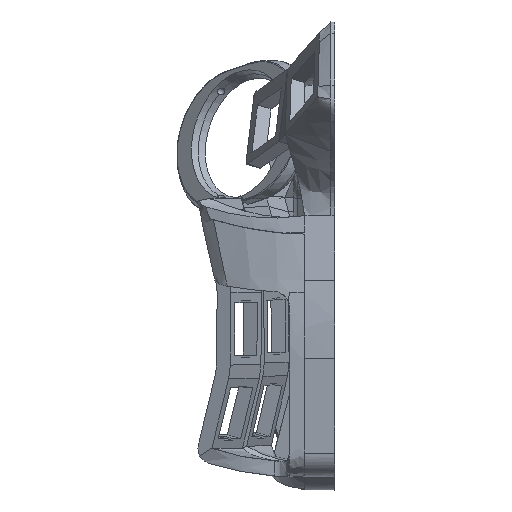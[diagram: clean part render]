
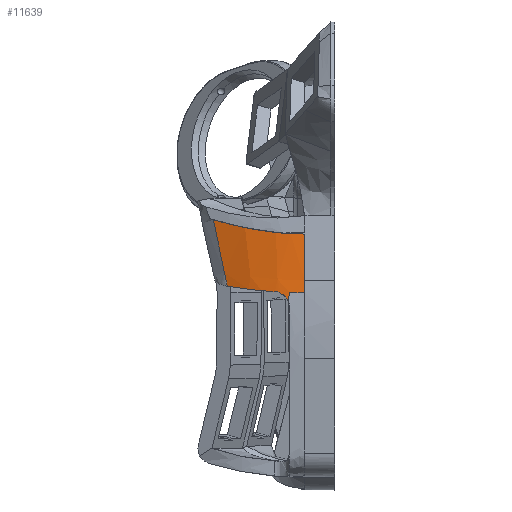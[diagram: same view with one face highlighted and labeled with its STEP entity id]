
A CAD part, left-side view. The second image highlights one B-rep face of the part: STEP entity #11639.
In plain terms, the highlighted free-form (B-spline) face has degree [3, 3] with [8, 4] control points.
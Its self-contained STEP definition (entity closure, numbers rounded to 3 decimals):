
#350=B_SPLINE_CURVE_WITH_KNOTS('',3,(#21315,#21316,#21317,#21318,#21319,
#21320,#21321,#21322,#21323,#21324),.UNSPECIFIED.,.F.,.F.,(4,2,2,2,4),(0.11,
0.156,0.314,0.464,0.614),
 .UNSPECIFIED.);
#356=B_SPLINE_CURVE_WITH_KNOTS('',3,(#21484,#21485,#21486,#21487,#21488,
#21489,#21490,#21491,#21492,#21493),.UNSPECIFIED.,.F.,.F.,(4,3,3,4),(-0.971,
-0.952,-0.796,-0.718),.UNSPECIFIED.);
#364=B_SPLINE_CURVE_WITH_KNOTS('',3,(#21698,#21699,#21700,#21701),
 .UNSPECIFIED.,.F.,.F.,(4,4),(0.187,0.693),
 .UNSPECIFIED.);
#394=B_SPLINE_CURVE_WITH_KNOTS('',3,(#22390,#22391,#22392,#22393,#22394,
#22395),.UNSPECIFIED.,.F.,.F.,(4,2,4),(-1.799,-1.422,
-1.422),.UNSPECIFIED.);
#395=B_SPLINE_CURVE_WITH_KNOTS('',3,(#22397,#22398,#22399,#22400),
 .UNSPECIFIED.,.F.,.F.,(4,4),(-1.422,0.),
 .UNSPECIFIED.);
#408=B_SPLINE_CURVE_WITH_KNOTS('',3,(#22581,#22582,#22583,#22584),
 .UNSPECIFIED.,.F.,.F.,(4,4),(0.843,1.),.UNSPECIFIED.);
#409=B_SPLINE_CURVE_WITH_KNOTS('',3,(#22586,#22587,#22588,#22589),
 .UNSPECIFIED.,.F.,.F.,(4,4),(0.,0.159),.UNSPECIFIED.);
#410=B_SPLINE_CURVE_WITH_KNOTS('',3,(#22592,#22593,#22594,#22595),
 .UNSPECIFIED.,.F.,.F.,(4,4),(0.173,1.),.UNSPECIFIED.);
#534=B_SPLINE_SURFACE_WITH_KNOTS('',3,3,((#22549,#22550,#22551,#22552),
(#22553,#22554,#22555,#22556),(#22557,#22558,#22559,#22560),(#22561,#22562,
#22563,#22564),(#22565,#22566,#22567,#22568),(#22569,#22570,#22571,#22572),
(#22573,#22574,#22575,#22576),(#22577,#22578,#22579,#22580)),
 .UNSPECIFIED.,.F.,.F.,.F.,(4,2,2,4),(4,4),(-0.179,0.,0.211,
1.),(0.173,1.),.UNSPECIFIED.);
#1296=FACE_OUTER_BOUND('',#1941,.T.);
#1941=EDGE_LOOP('',(#9375,#9376,#9377,#9378,#9379,#9380,#9381,#9382,#9383));
#2756=LINE('',#22591,#3980);
#3980=VECTOR('',#13725,10.);
#5486=VERTEX_POINT('',#21313);
#5487=VERTEX_POINT('',#21314);
#5489=VERTEX_POINT('',#21469);
#5490=VERTEX_POINT('',#21470);
#5497=VERTEX_POINT('',#21697);
#5528=VERTEX_POINT('',#22389);
#5529=VERTEX_POINT('',#22396);
#5541=VERTEX_POINT('',#22585);
#5542=VERTEX_POINT('',#22590);
#6866=EDGE_CURVE('',#5486,#5487,#350,.F.);
#6873=EDGE_CURVE('',#5487,#5489,#356,.T.);
#6886=EDGE_CURVE('',#5497,#5486,#364,.T.);
#6933=EDGE_CURVE('',#5497,#5528,#394,.T.);
#6934=EDGE_CURVE('',#5528,#5529,#395,.T.);
#6947=EDGE_CURVE('',#5489,#5490,#408,.T.);
#6948=EDGE_CURVE('',#5541,#5490,#409,.T.);
#6949=EDGE_CURVE('',#5541,#5542,#2756,.T.);
#6950=EDGE_CURVE('',#5529,#5542,#410,.T.);
#9375=ORIENTED_EDGE('',*,*,#6934,.F.);
#9376=ORIENTED_EDGE('',*,*,#6933,.F.);
#9377=ORIENTED_EDGE('',*,*,#6886,.T.);
#9378=ORIENTED_EDGE('',*,*,#6866,.T.);
#9379=ORIENTED_EDGE('',*,*,#6873,.T.);
#9380=ORIENTED_EDGE('',*,*,#6947,.T.);
#9381=ORIENTED_EDGE('',*,*,#6948,.F.);
#9382=ORIENTED_EDGE('',*,*,#6949,.T.);
#9383=ORIENTED_EDGE('',*,*,#6950,.F.);
#11639=ADVANCED_FACE('',(#1296),#534,.F.);
#13725=DIRECTION('',(0.087,0.,0.996));
#21313=CARTESIAN_POINT('',(-102.357,7.779,-17.763));
#21314=CARTESIAN_POINT('',(-103.012,4.149,-20.698));
#21315=CARTESIAN_POINT('Ctrl Pts',(-103.012,4.149,-20.698));
#21316=CARTESIAN_POINT('Ctrl Pts',(-103.001,4.19,-20.552));
#21317=CARTESIAN_POINT('Ctrl Pts',(-102.99,4.239,-20.409));
#21318=CARTESIAN_POINT('Ctrl Pts',(-102.935,4.493,-19.783));
#21319=CARTESIAN_POINT('Ctrl Pts',(-102.882,4.783,-19.342));
#21320=CARTESIAN_POINT('Ctrl Pts',(-102.757,5.494,-18.613));
#21321=CARTESIAN_POINT('Ctrl Pts',(-102.687,5.904,-18.326));
#21322=CARTESIAN_POINT('Ctrl Pts',(-102.531,6.804,-17.914));
#21323=CARTESIAN_POINT('Ctrl Pts',(-102.447,7.287,-17.793));
#21324=CARTESIAN_POINT('Ctrl Pts',(-102.357,7.779,-17.763));
#21469=CARTESIAN_POINT('',(-102.873,4.,-17.938));
#21470=CARTESIAN_POINT('',(-103.055,0.,-18.));
#21484=CARTESIAN_POINT('Ctrl Pts',(-103.012,4.149,-20.698));
#21485=CARTESIAN_POINT('Ctrl Pts',(-103.009,4.151,-20.633));
#21486=CARTESIAN_POINT('Ctrl Pts',(-103.006,4.153,-20.569));
#21487=CARTESIAN_POINT('Ctrl Pts',(-103.002,4.155,-20.504));
#21488=CARTESIAN_POINT('Ctrl Pts',(-102.976,4.167,-19.969));
#21489=CARTESIAN_POINT('Ctrl Pts',(-102.95,4.153,-19.439));
#21490=CARTESIAN_POINT('Ctrl Pts',(-102.919,4.102,-18.838));
#21491=CARTESIAN_POINT('Ctrl Pts',(-102.904,4.076,-18.534));
#21492=CARTESIAN_POINT('Ctrl Pts',(-102.888,4.041,-18.226));
#21493=CARTESIAN_POINT('Ctrl Pts',(-102.873,4.,-17.938));
#21697=CARTESIAN_POINT('',(-98.148,20.346,-16.331));
#21698=CARTESIAN_POINT('Ctrl Pts',(-98.148,20.346,-16.331));
#21699=CARTESIAN_POINT('Ctrl Pts',(-100.186,16.161,-17.024));
#21700=CARTESIAN_POINT('Ctrl Pts',(-101.589,12.006,-17.501));
#21701=CARTESIAN_POINT('Ctrl Pts',(-102.357,7.779,-17.763));
#22389=CARTESIAN_POINT('',(-97.758,21.119,-12.652));
#22390=CARTESIAN_POINT('Ctrl Pts',(-98.148,20.346,-16.331));
#22391=CARTESIAN_POINT('Ctrl Pts',(-98.019,20.606,-15.104));
#22392=CARTESIAN_POINT('Ctrl Pts',(-97.889,20.863,-13.876));
#22393=CARTESIAN_POINT('Ctrl Pts',(-97.758,21.119,-12.652));
#22394=CARTESIAN_POINT('Ctrl Pts',(-97.758,21.119,-12.652));
#22395=CARTESIAN_POINT('Ctrl Pts',(-97.758,21.119,-12.652));
#22396=CARTESIAN_POINT('',(-96.267,24.033,1.185));
#22397=CARTESIAN_POINT('Ctrl Pts',(-97.758,21.119,-12.652));
#22398=CARTESIAN_POINT('Ctrl Pts',(-97.264,22.085,-8.031));
#22399=CARTESIAN_POINT('Ctrl Pts',(-96.764,23.053,-3.423));
#22400=CARTESIAN_POINT('Ctrl Pts',(-96.267,24.033,1.185));
#22549=CARTESIAN_POINT('Ctrl Pts',(-98.271,20.094,-19.39));
#22550=CARTESIAN_POINT('Ctrl Pts',(-101.581,13.516,-20.297));
#22551=CARTESIAN_POINT('Ctrl Pts',(-103.204,7.104,-20.751));
#22552=CARTESIAN_POINT('Ctrl Pts',(-103.204,0.,
-20.751));
#22553=CARTESIAN_POINT('Ctrl Pts',(-98.174,20.293,-18.351));
#22554=CARTESIAN_POINT('Ctrl Pts',(-101.511,13.629,-19.339));
#22555=CARTESIAN_POINT('Ctrl Pts',(-103.164,7.104,-19.833));
#22556=CARTESIAN_POINT('Ctrl Pts',(-103.164,0.,
-19.833));
#22557=CARTESIAN_POINT('Ctrl Pts',(-98.077,20.492,-17.312));
#22558=CARTESIAN_POINT('Ctrl Pts',(-101.439,13.742,-18.382));
#22559=CARTESIAN_POINT('Ctrl Pts',(-103.114,7.104,-18.917));
#22560=CARTESIAN_POINT('Ctrl Pts',(-103.114,0.,
-18.917));
#22561=CARTESIAN_POINT('Ctrl Pts',(-97.863,20.926,-15.048));
#22562=CARTESIAN_POINT('Ctrl Pts',(-101.274,13.988,-16.295));
#22563=CARTESIAN_POINT('Ctrl Pts',(-102.985,7.104,-16.918));
#22564=CARTESIAN_POINT('Ctrl Pts',(-102.985,0.,
-16.918));
#22565=CARTESIAN_POINT('Ctrl Pts',(-97.745,21.16,-13.822));
#22566=CARTESIAN_POINT('Ctrl Pts',(-101.178,14.122,-15.165));
#22567=CARTESIAN_POINT('Ctrl Pts',(-102.902,7.104,-15.837));
#22568=CARTESIAN_POINT('Ctrl Pts',(-102.902,0.,
-15.837));
#22569=CARTESIAN_POINT('Ctrl Pts',(-97.178,22.274,-8.003));
#22570=CARTESIAN_POINT('Ctrl Pts',(-100.701,14.755,-9.8));
#22571=CARTESIAN_POINT('Ctrl Pts',(-102.453,7.104,-10.698));
#22572=CARTESIAN_POINT('Ctrl Pts',(-102.453,0.,
-10.698));
#22573=CARTESIAN_POINT('Ctrl Pts',(-96.72,23.154,-3.409));
#22574=CARTESIAN_POINT('Ctrl Pts',(-100.304,15.255,-5.564));
#22575=CARTESIAN_POINT('Ctrl Pts',(-102.099,7.104,-6.642));
#22576=CARTESIAN_POINT('Ctrl Pts',(-102.099,0.,
-6.642));
#22577=CARTESIAN_POINT('Ctrl Pts',(-96.267,24.033,1.185));
#22578=CARTESIAN_POINT('Ctrl Pts',(-99.919,15.754,-1.329));
#22579=CARTESIAN_POINT('Ctrl Pts',(-101.745,7.104,-2.586));
#22580=CARTESIAN_POINT('Ctrl Pts',(-101.745,0.,
-2.586));
#22581=CARTESIAN_POINT('Ctrl Pts',(-102.873,4.,-17.938));
#22582=CARTESIAN_POINT('Ctrl Pts',(-102.994,2.677,-17.979));
#22583=CARTESIAN_POINT('Ctrl Pts',(-103.055,1.345,-18.));
#22584=CARTESIAN_POINT('Ctrl Pts',(-103.055,0.,
-18.));
#22585=CARTESIAN_POINT('',(-102.808,0.,-14.755));
#22586=CARTESIAN_POINT('Ctrl Pts',(-102.808,0.,-14.755));
#22587=CARTESIAN_POINT('Ctrl Pts',(-102.902,0.,-15.837));
#22588=CARTESIAN_POINT('Ctrl Pts',(-102.985,0.,-16.918));
#22589=CARTESIAN_POINT('Ctrl Pts',(-103.055,0.,-18.));
#22590=CARTESIAN_POINT('',(-101.745,0.,-2.586));
#22591=CARTESIAN_POINT('',(-102.808,0.,-14.755));
#22592=CARTESIAN_POINT('Ctrl Pts',(-96.267,24.033,1.185));
#22593=CARTESIAN_POINT('Ctrl Pts',(-99.919,15.754,-1.329));
#22594=CARTESIAN_POINT('Ctrl Pts',(-101.745,7.104,-2.586));
#22595=CARTESIAN_POINT('Ctrl Pts',(-101.745,0.,
-2.586));
